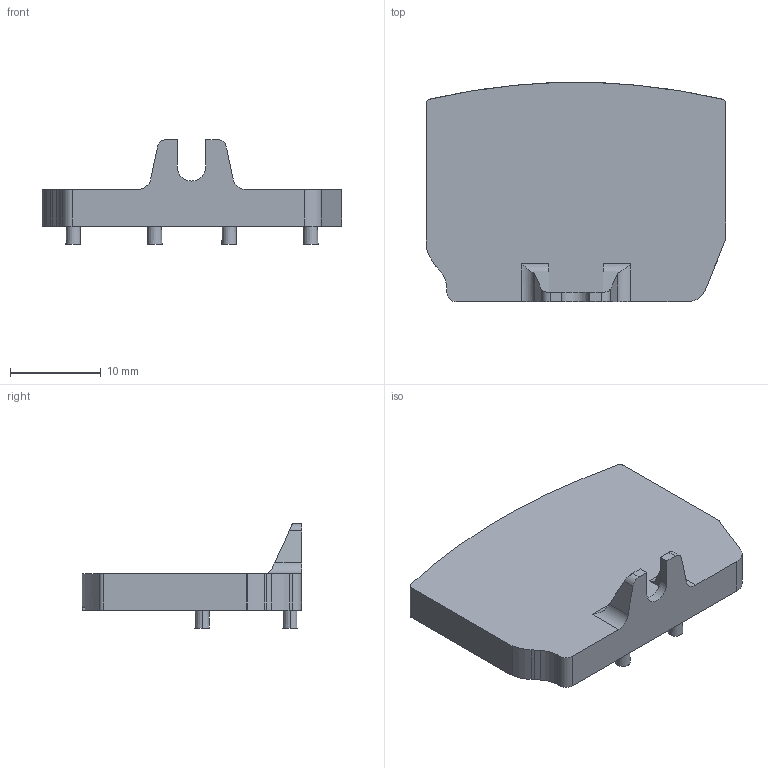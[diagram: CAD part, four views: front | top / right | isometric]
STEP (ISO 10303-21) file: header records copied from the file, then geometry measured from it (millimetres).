
FILE_DESCRIPTION (( 'STEP AP214' ), '1' );
FILE_NAME ('495089_MYPD 2_Grey.STP', '2014-01-21T08:17:25', ( 'arge' ), ( 'Microsoft' ), 'SwSTEP 2.0', 'SolidWorks 2013', '' );
FILE_SCHEMA (( 'AUTOMOTIVE_DESIGN' ));
Length unit declared in the file: millimetre
Products named in the file (1): 495089_MYPD 2_Grey
Bounding box: 33 x 24.12 x 11.5 mm (x, y, z)
Volume: 3088.4 mm3; surface area: 2074.8 mm2
Topology: 1 solids, 1 shells, 56 faces, 150 edges, 100 vertices
Faces by surface type: plane 30, cylinder 18, cone 8
Entity records: 1808 total; most frequent: CARTESIAN_POINT 339, DIRECTION 306, ORIENTED_EDGE 300, EDGE_CURVE 150, AXIS2_PLACEMENT_3D 107, VERTEX_POINT 100, LINE 92, VECTOR 92
